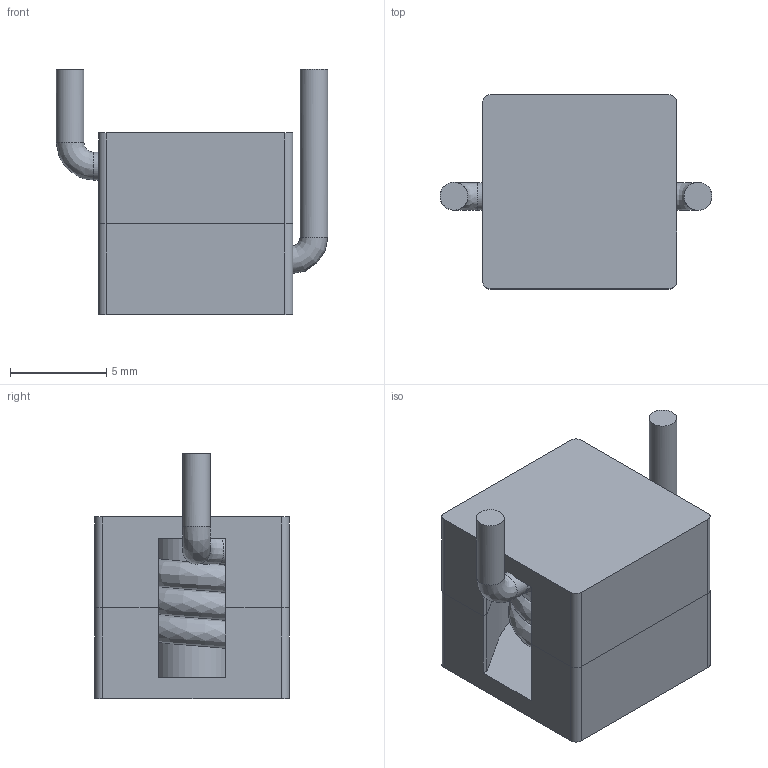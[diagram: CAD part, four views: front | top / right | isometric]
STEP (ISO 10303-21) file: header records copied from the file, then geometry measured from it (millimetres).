
FILE_DESCRIPTION(/* description */ ('Unknown'),/* implementation_level */ '2;1');
FILE_NAME(/* name */ 'IndHCIT_1010',/* time_stamp */ '2019-01-17T10:25:25+01:00',/* author */ ('Unknown'),/* organization */ ('Unknown'),/* preprocessor_version */ 'ST-DEVELOPER v16.7',/* originating_system */ 'DEX',/* authorisation */ $);
FILE_SCHEMA (('AUTOMOTIVE_DESIGN {1 0 10303 214 3 1 1}'));
Length unit declared in the file: millimetre
Products named in the file (4): IndHCIT_1010; HC-Core; Spule_SF773; HC-Core_Top
Assembly tree (3 placements, depth 2):
  IndHCIT_1010
    HC-Core
    Spule_SF773
    HC-Core_Top
Bounding box: 14.14 x 10.1 x 12.75 mm (x, y, z)
Volume: 726.5 mm3; surface area: 1362.4 mm2
Topology: 3 solids, 3 shells, 132 faces, 338 edges, 224 vertices
Faces by surface type: plane 92, bspline 26, cylinder 14
Full cylindrical faces by diameter (mm): 3.95 x2
Entity records: 7419 total; most frequent: CARTESIAN_POINT 3834, ORIENTED_EDGE 642, DIRECTION 435, EDGE_CURVE 321, VERTEX_POINT 220, EDGE_LOOP 159, FACE_BOUND 159, LINE 157
